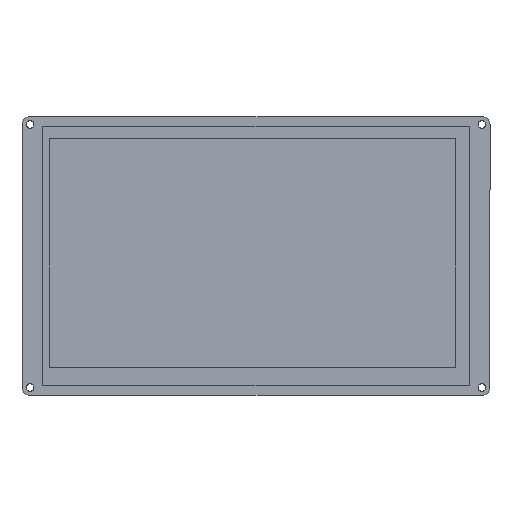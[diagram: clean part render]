
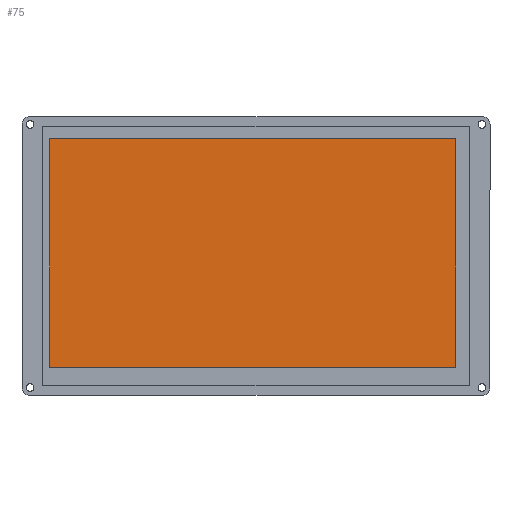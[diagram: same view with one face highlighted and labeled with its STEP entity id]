
A CAD part, top view. The second image highlights one B-rep face of the part: STEP entity #75.
In plain terms, the highlighted planar face has unit normal (0, 0, 1).
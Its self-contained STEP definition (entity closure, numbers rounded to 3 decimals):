
#27 = ORIENTED_EDGE ( 'NONE', *, *, #1131, .T. ) ;
#75 = ADVANCED_FACE ( 'NONE', ( #630 ), #1041, .F. ) ;
#136 = VERTEX_POINT ( 'NONE', #964 ) ;
#139 = LINE ( 'NONE', #960, #739 ) ;
#254 = ORIENTED_EDGE ( 'NONE', *, *, #1125, .T. ) ;
#335 = VERTEX_POINT ( 'NONE', #1136 ) ;
#393 = DIRECTION ( 'NONE',  ( 0., -1., 0. ) ) ;
#454 = LINE ( 'NONE', #1066, #565 ) ;
#520 = DIRECTION ( 'NONE',  ( 0., 0., -1. ) ) ;
#524 = VERTEX_POINT ( 'NONE', #580 ) ;
#542 = CARTESIAN_POINT ( 'NONE',  ( -79.8, 45.31, 9.12 ) ) ;
#558 = EDGE_CURVE ( 'NONE', #1116, #524, #694, .T. ) ;
#565 = VECTOR ( 'NONE', #858, 1000. ) ;
#580 = CARTESIAN_POINT ( 'NONE',  ( -79.8, -43., 9.12 ) ) ;
#582 = VECTOR ( 'NONE', #393, 1000. ) ;
#630 = FACE_OUTER_BOUND ( 'NONE', #1269, .T. ) ;
#631 = ORIENTED_EDGE ( 'NONE', *, *, #842, .T. ) ;
#694 = LINE ( 'NONE', #1124, #582 ) ;
#739 = VECTOR ( 'NONE', #1290, 1000. ) ;
#745 = LINE ( 'NONE', #785, #1333 ) ;
#785 = CARTESIAN_POINT ( 'NONE',  ( -79.8, 45.31, 9.12 ) ) ;
#821 = ORIENTED_EDGE ( 'NONE', *, *, #558, .T. ) ;
#842 = EDGE_CURVE ( 'NONE', #136, #1116, #745, .T. ) ;
#858 = DIRECTION ( 'NONE',  ( 0., 1., 0. ) ) ;
#914 = DIRECTION ( 'NONE',  ( -1., 0., 0. ) ) ;
#960 = CARTESIAN_POINT ( 'NONE',  ( -79.8, -43., 9.12 ) ) ;
#964 = CARTESIAN_POINT ( 'NONE',  ( 77.2, 45.31, 9.12 ) ) ;
#1041 = PLANE ( 'NONE',  #1099 ) ;
#1048 = CARTESIAN_POINT ( 'NONE',  ( 0., 0., 9.12 ) ) ;
#1066 = CARTESIAN_POINT ( 'NONE',  ( 77.2, 45.31, 9.12 ) ) ;
#1099 = AXIS2_PLACEMENT_3D ( 'NONE', #1048, #520, #1341 ) ;
#1116 = VERTEX_POINT ( 'NONE', #542 ) ;
#1124 = CARTESIAN_POINT ( 'NONE',  ( -79.8, 45.31, 9.12 ) ) ;
#1125 = EDGE_CURVE ( 'NONE', #335, #136, #454, .T. ) ;
#1131 = EDGE_CURVE ( 'NONE', #524, #335, #139, .T. ) ;
#1136 = CARTESIAN_POINT ( 'NONE',  ( 77.2, -43., 9.12 ) ) ;
#1269 = EDGE_LOOP ( 'NONE', ( #631, #821, #27, #254 ) ) ;
#1290 = DIRECTION ( 'NONE',  ( 1., 0., 0. ) ) ;
#1333 = VECTOR ( 'NONE', #914, 1000. ) ;
#1341 = DIRECTION ( 'NONE',  ( -1., 0., 0. ) ) ;
